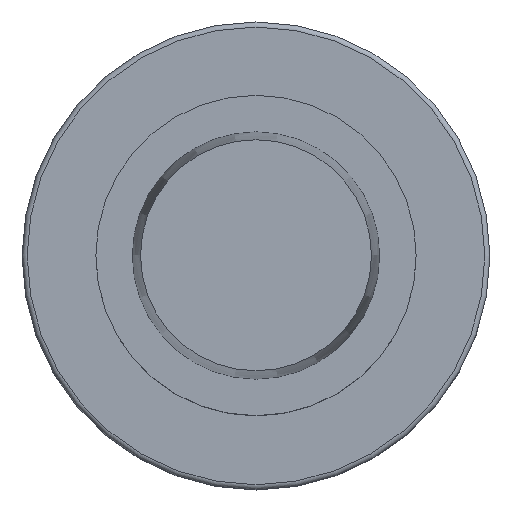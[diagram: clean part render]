
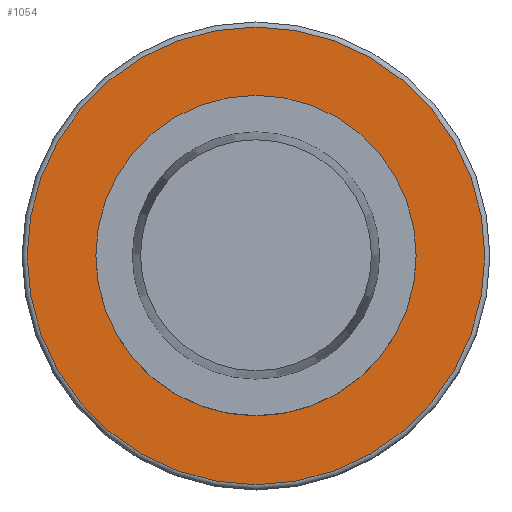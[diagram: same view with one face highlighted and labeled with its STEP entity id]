
A CAD part, top view. The second image highlights one B-rep face of the part: STEP entity #1054.
In plain terms, the highlighted planar face has unit normal (0, 0, 1).
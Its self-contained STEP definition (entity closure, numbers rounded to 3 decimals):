
#854=PLANE('',#3721);
#1054=ADVANCED_FACE('CN_EXP_SU_4',(#1327,#1328),#854,.T.);
#1327=FACE_BOUND('',#1608,.T.);
#1328=FACE_BOUND('',#1609,.T.);
#1608=EDGE_LOOP('',(#2200));
#1609=EDGE_LOOP('',(#2201));
#2200=ORIENTED_EDGE('',*,*,#3112,.T.);
#2201=ORIENTED_EDGE('',*,*,#3113,.F.);
#2755=VERTEX_POINT('',#5507);
#2756=VERTEX_POINT('',#5510);
#3112=EDGE_CURVE('',#2755,#2755,#3394,.T.);
#3113=EDGE_CURVE('',#2756,#2756,#3395,.T.);
#3394=CIRCLE('',#3718,27.25);
#3395=CIRCLE('',#3720,45.);
#3718=AXIS2_PLACEMENT_3D('',#5506,#4446,#4447);
#3720=AXIS2_PLACEMENT_3D('',#5509,#4450,#4451);
#3721=AXIS2_PLACEMENT_3D('',#5511,#4452,#4453);
#4446=DIRECTION('',(0.,0.,-1.));
#4447=DIRECTION('',(-1.,0.,0.));
#4450=DIRECTION('',(0.,0.,-1.));
#4451=DIRECTION('',(-1.,0.,0.));
#4452=DIRECTION('',(0.,0.,1.));
#4453=DIRECTION('',(1.,0.,0.));
#5506=CARTESIAN_POINT('',(0.,0.,-42.25));
#5507=CARTESIAN_POINT('',(-27.25,0.,-42.25));
#5509=CARTESIAN_POINT('',(0.,0.,-42.25));
#5510=CARTESIAN_POINT('',(-45.,0.,-42.25));
#5511=CARTESIAN_POINT('',(-45.,0.,-42.25));
